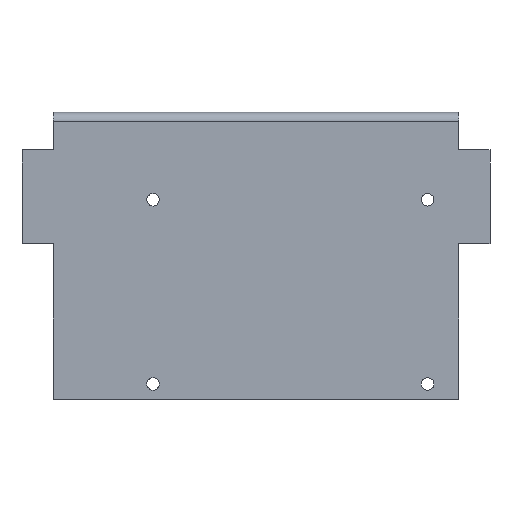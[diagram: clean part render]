
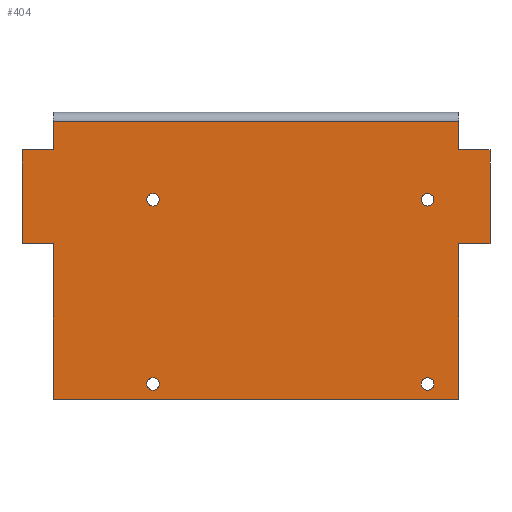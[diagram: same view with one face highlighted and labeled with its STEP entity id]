
A CAD part, left-side view. The second image highlights one B-rep face of the part: STEP entity #404.
In plain terms, the highlighted planar face has unit normal (-1, 0, 0).
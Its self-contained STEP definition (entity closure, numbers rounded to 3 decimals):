
#19=FACE_BOUND('',#81,.T.);
#20=FACE_BOUND('',#82,.T.);
#21=FACE_BOUND('',#83,.T.);
#22=FACE_BOUND('',#84,.T.);
#36=PLANE('',#450);
#56=FACE_OUTER_BOUND('',#80,.T.);
#80=EDGE_LOOP('',(#363,#364,#365,#366,#367,#368,#369,#370,#371,#372,#373,
#374));
#81=EDGE_LOOP('',(#375));
#82=EDGE_LOOP('',(#376));
#83=EDGE_LOOP('',(#377));
#84=EDGE_LOOP('',(#378));
#89=LINE('',#579,#131);
#93=LINE('',#598,#135);
#98=LINE('',#610,#140);
#104=LINE('',#625,#146);
#114=LINE('',#645,#156);
#117=LINE('',#650,#159);
#118=LINE('',#652,#160);
#119=LINE('',#654,#161);
#120=LINE('',#657,#162);
#122=LINE('',#661,#164);
#124=LINE('',#665,#166);
#126=LINE('',#668,#168);
#131=VECTOR('',#471,10.);
#135=VECTOR('',#491,10.);
#140=VECTOR('',#502,10.);
#146=VECTOR('',#516,10.);
#156=VECTOR('',#530,10.);
#159=VECTOR('',#535,10.);
#160=VECTOR('',#538,10.);
#161=VECTOR('',#541,10.);
#162=VECTOR('',#544,10.);
#164=VECTOR('',#548,10.);
#166=VECTOR('',#552,10.);
#168=VECTOR('',#556,10.);
#170=CIRCLE('',#421,2.);
#172=CIRCLE('',#424,2.);
#174=CIRCLE('',#428,2.);
#176=CIRCLE('',#431,2.);
#182=VERTEX_POINT('',#563);
#184=VERTEX_POINT('',#569);
#187=VERTEX_POINT('',#576);
#188=VERTEX_POINT('',#578);
#190=VERTEX_POINT('',#584);
#192=VERTEX_POINT('',#590);
#194=VERTEX_POINT('',#595);
#195=VERTEX_POINT('',#597);
#199=VERTEX_POINT('',#609);
#204=VERTEX_POINT('',#623);
#211=VERTEX_POINT('',#642);
#212=VERTEX_POINT('',#644);
#213=VERTEX_POINT('',#648);
#214=VERTEX_POINT('',#656);
#215=VERTEX_POINT('',#660);
#216=VERTEX_POINT('',#664);
#219=EDGE_CURVE('',#182,#182,#170,.T.);
#222=EDGE_CURVE('',#184,#184,#172,.T.);
#225=EDGE_CURVE('',#187,#188,#89,.T.);
#229=EDGE_CURVE('',#190,#190,#174,.T.);
#232=EDGE_CURVE('',#192,#192,#176,.T.);
#234=EDGE_CURVE('',#194,#195,#93,.T.);
#240=EDGE_CURVE('',#195,#199,#98,.T.);
#248=EDGE_CURVE('',#204,#194,#104,.T.);
#258=EDGE_CURVE('',#212,#211,#114,.T.);
#261=EDGE_CURVE('',#211,#213,#117,.T.);
#262=EDGE_CURVE('',#199,#213,#118,.T.);
#263=EDGE_CURVE('',#187,#212,#119,.T.);
#264=EDGE_CURVE('',#214,#188,#120,.T.);
#266=EDGE_CURVE('',#214,#215,#122,.T.);
#268=EDGE_CURVE('',#216,#215,#124,.T.);
#270=EDGE_CURVE('',#216,#204,#126,.T.);
#363=ORIENTED_EDGE('',*,*,#234,.F.);
#364=ORIENTED_EDGE('',*,*,#248,.F.);
#365=ORIENTED_EDGE('',*,*,#270,.F.);
#366=ORIENTED_EDGE('',*,*,#268,.T.);
#367=ORIENTED_EDGE('',*,*,#266,.F.);
#368=ORIENTED_EDGE('',*,*,#264,.T.);
#369=ORIENTED_EDGE('',*,*,#225,.F.);
#370=ORIENTED_EDGE('',*,*,#263,.T.);
#371=ORIENTED_EDGE('',*,*,#258,.T.);
#372=ORIENTED_EDGE('',*,*,#261,.T.);
#373=ORIENTED_EDGE('',*,*,#262,.F.);
#374=ORIENTED_EDGE('',*,*,#240,.F.);
#375=ORIENTED_EDGE('',*,*,#219,.T.);
#376=ORIENTED_EDGE('',*,*,#222,.T.);
#377=ORIENTED_EDGE('',*,*,#229,.T.);
#378=ORIENTED_EDGE('',*,*,#232,.T.);
#404=ADVANCED_FACE('',(#56,#19,#20,#21,#22),#36,.F.);
#421=AXIS2_PLACEMENT_3D('',#565,#458,#459);
#424=AXIS2_PLACEMENT_3D('',#571,#465,#466);
#428=AXIS2_PLACEMENT_3D('',#586,#478,#479);
#431=AXIS2_PLACEMENT_3D('',#592,#485,#486);
#450=AXIS2_PLACEMENT_3D('',#669,#557,#558);
#458=DIRECTION('center_axis',(1.,0.,0.));
#459=DIRECTION('ref_axis',(0.,1.,0.));
#465=DIRECTION('center_axis',(1.,0.,0.));
#466=DIRECTION('ref_axis',(0.,1.,0.));
#471=DIRECTION('',(0.,1.,0.));
#478=DIRECTION('center_axis',(1.,0.,0.));
#479=DIRECTION('ref_axis',(0.,1.,0.));
#485=DIRECTION('center_axis',(1.,0.,0.));
#486=DIRECTION('ref_axis',(0.,1.,0.));
#491=DIRECTION('',(0.,-1.,0.));
#502=DIRECTION('',(0.,0.,-1.));
#516=DIRECTION('',(0.,0.,1.));
#530=DIRECTION('',(0.,-1.,0.));
#535=DIRECTION('',(0.,0.,1.));
#538=DIRECTION('',(0.,-1.,0.));
#541=DIRECTION('',(0.,0.,1.));
#544=DIRECTION('',(0.,0.,-1.));
#548=DIRECTION('',(0.,1.,0.));
#552=DIRECTION('',(0.,0.,-1.));
#556=DIRECTION('',(0.,-1.,0.));
#557=DIRECTION('center_axis',(1.,0.,0.));
#558=DIRECTION('ref_axis',(0.,1.,0.));
#563=CARTESIAN_POINT('',(0.,-132.,-15.));
#565=CARTESIAN_POINT('Origin',(0.,-130.,-15.));
#569=CARTESIAN_POINT('',(0.,-44.,-15.));
#571=CARTESIAN_POINT('Origin',(0.,-42.,-15.));
#576=CARTESIAN_POINT('',(0.,-140.,-20.));
#578=CARTESIAN_POINT('',(0.,-10.,-20.));
#579=CARTESIAN_POINT('',(0.,-10.,-20.));
#584=CARTESIAN_POINT('',(0.,-44.,44.));
#586=CARTESIAN_POINT('Origin',(0.,-42.,44.));
#590=CARTESIAN_POINT('',(0.,-132.,44.));
#592=CARTESIAN_POINT('Origin',(0.,-130.,44.));
#595=CARTESIAN_POINT('',(0.,-10.,69.));
#597=CARTESIAN_POINT('',(0.,-140.,69.));
#598=CARTESIAN_POINT('',(0.,-42.5,69.));
#609=CARTESIAN_POINT('',(0.,-140.,60.));
#610=CARTESIAN_POINT('',(0.,-140.,100.));
#623=CARTESIAN_POINT('',(0.,-10.,60.));
#625=CARTESIAN_POINT('',(0.,-10.,0.));
#642=CARTESIAN_POINT('',(0.,-150.,30.));
#644=CARTESIAN_POINT('',(0.,-140.,30.));
#645=CARTESIAN_POINT('',(0.,-140.,30.));
#648=CARTESIAN_POINT('',(0.,-150.,60.));
#650=CARTESIAN_POINT('',(0.,-150.,30.));
#652=CARTESIAN_POINT('',(0.,-140.,60.));
#654=CARTESIAN_POINT('',(0.,-140.,0.));
#656=CARTESIAN_POINT('',(0.,-10.,30.));
#657=CARTESIAN_POINT('',(0.,-10.,0.));
#660=CARTESIAN_POINT('',(0.,0.,30.));
#661=CARTESIAN_POINT('',(0.,-10.,30.));
#664=CARTESIAN_POINT('',(0.,0.,60.));
#665=CARTESIAN_POINT('',(0.,0.,60.));
#668=CARTESIAN_POINT('',(0.,0.,60.));
#669=CARTESIAN_POINT('Origin',(0.,-75.,50.));
